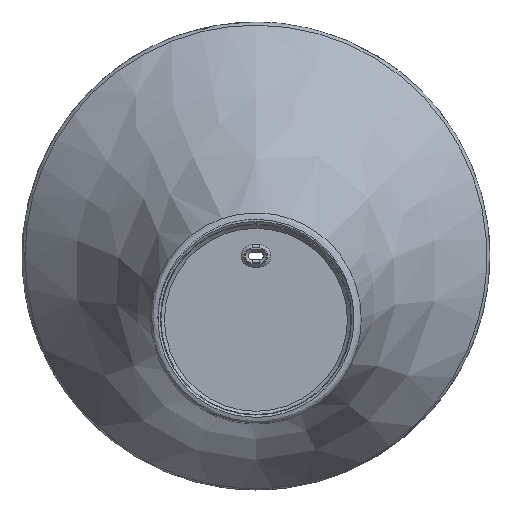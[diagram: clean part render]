
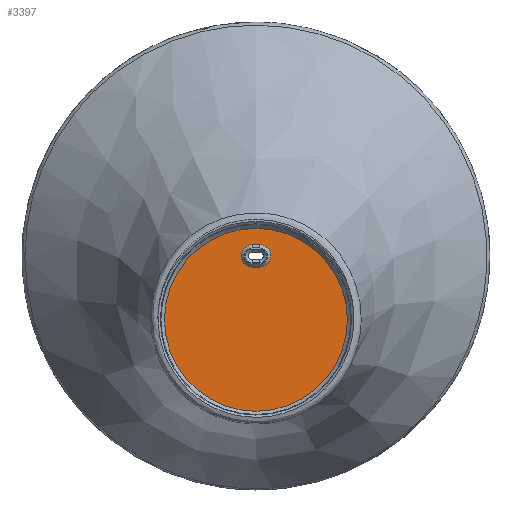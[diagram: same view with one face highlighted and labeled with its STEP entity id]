
A CAD part, top view. The second image highlights one B-rep face of the part: STEP entity #3397.
In plain terms, the highlighted planar face has unit normal (0, 0, 1).
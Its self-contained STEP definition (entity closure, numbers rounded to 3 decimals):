
#18=FACE_BOUND('',#580,.T.);
#108=PLANE('',#3660);
#368=FACE_OUTER_BOUND('',#579,.T.);
#579=EDGE_LOOP('',(#2859));
#580=EDGE_LOOP('',(#2860,#2861,#2862,#2863));
#705=LINE('',#9281,#812);
#708=LINE('',#9290,#815);
#812=VECTOR('',#4155,10.);
#815=VECTOR('',#4166,10.);
#979=CIRCLE('',#3651,5.25);
#981=CIRCLE('',#3655,5.25);
#983=CIRCLE('',#3661,43.);
#1517=VERTEX_POINT('',#9270);
#1518=VERTEX_POINT('',#9272);
#1521=VERTEX_POINT('',#9279);
#1523=VERTEX_POINT('',#9285);
#1524=VERTEX_POINT('',#9298);
#1985=EDGE_CURVE('',#1517,#1518,#979,.T.);
#1989=EDGE_CURVE('',#1521,#1517,#705,.T.);
#1992=EDGE_CURVE('',#1523,#1521,#981,.T.);
#1994=EDGE_CURVE('',#1518,#1523,#708,.T.);
#1999=EDGE_CURVE('',#1524,#1524,#983,.T.);
#2859=ORIENTED_EDGE('',*,*,#1999,.F.);
#2860=ORIENTED_EDGE('',*,*,#1985,.F.);
#2861=ORIENTED_EDGE('',*,*,#1989,.F.);
#2862=ORIENTED_EDGE('',*,*,#1992,.F.);
#2863=ORIENTED_EDGE('',*,*,#1994,.F.);
#3397=ADVANCED_FACE('',(#368,#18),#108,.F.);
#3651=AXIS2_PLACEMENT_3D('',#9273,#4147,#4148);
#3655=AXIS2_PLACEMENT_3D('',#9287,#4160,#4161);
#3660=AXIS2_PLACEMENT_3D('',#9297,#4175,#4176);
#3661=AXIS2_PLACEMENT_3D('',#9299,#4177,#4178);
#4147=DIRECTION('center_axis',(0.,0.,1.));
#4148=DIRECTION('ref_axis',(0.,-1.,0.));
#4155=DIRECTION('',(1.,0.,0.));
#4160=DIRECTION('center_axis',(0.,0.,1.));
#4161=DIRECTION('ref_axis',(0.,1.,0.));
#4166=DIRECTION('',(-1.,0.,0.));
#4175=DIRECTION('center_axis',(0.,0.,-1.));
#4176=DIRECTION('ref_axis',(-1.,0.,0.));
#4177=DIRECTION('center_axis',(0.,0.,-1.));
#4178=DIRECTION('ref_axis',(0.,1.,0.));
#9270=CARTESIAN_POINT('',(1.75,24.75,8.));
#9272=CARTESIAN_POINT('',(1.75,35.25,8.));
#9273=CARTESIAN_POINT('Origin',(1.75,30.,8.));
#9279=CARTESIAN_POINT('',(-1.75,24.75,8.));
#9281=CARTESIAN_POINT('',(-0.875,24.75,8.));
#9285=CARTESIAN_POINT('',(-1.75,35.25,8.));
#9287=CARTESIAN_POINT('Origin',(-1.75,30.,8.));
#9290=CARTESIAN_POINT('',(0.875,35.25,8.));
#9297=CARTESIAN_POINT('Origin',(0.,-45.,8.));
#9298=CARTESIAN_POINT('',(0.,-43.,8.));
#9299=CARTESIAN_POINT('Origin',(0.,0.,8.));
